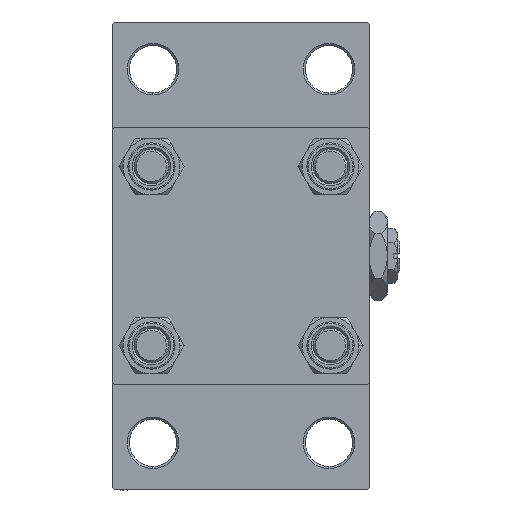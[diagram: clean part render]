
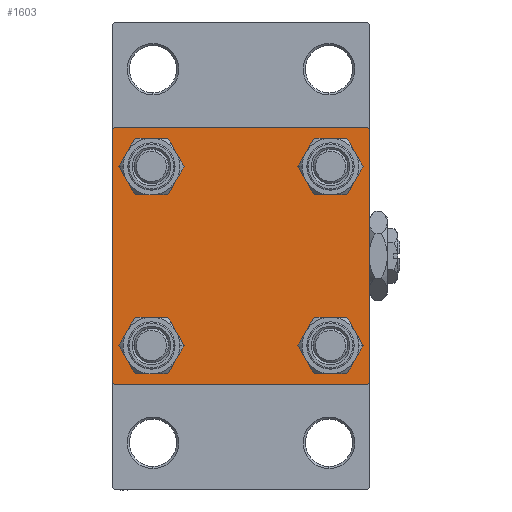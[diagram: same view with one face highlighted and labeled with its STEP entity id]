
A CAD part, left-side view. The second image highlights one B-rep face of the part: STEP entity #1603.
In plain terms, the highlighted planar face has unit normal (-1, 0, 0).
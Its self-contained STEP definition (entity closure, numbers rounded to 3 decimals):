
#160 = DIRECTION ( 'NONE',  ( 0., 0., 1. ) ) ;
#721 = LINE ( 'NONE', #27622, #2634 ) ;
#1471 = VECTOR ( 'NONE', #24596, 1000. ) ;
#1582 = VERTEX_POINT ( 'NONE', #18603 ) ;
#1591 = EDGE_LOOP ( 'NONE', ( #37699, #27665 ) ) ;
#1596 = VERTEX_POINT ( 'NONE', #29807 ) ;
#1603 = ADVANCED_FACE ( 'NONE', ( #38008, #41259, #30776, #45015, #4154 ), #34272, .T. ) ;
#1643 = VECTOR ( 'NONE', #44603, 1000. ) ;
#2129 = CARTESIAN_POINT ( 'NONE',  ( 0., 20.85, 25.35 ) ) ;
#2258 = EDGE_CURVE ( 'NONE', #45183, #12691, #16753, .T. ) ;
#2522 = CARTESIAN_POINT ( 'NONE',  ( 0., 20.85, -25.35 ) ) ;
#2634 = VECTOR ( 'NONE', #16657, 1000. ) ;
#2895 = ORIENTED_EDGE ( 'NONE', *, *, #6281, .T. ) ;
#3410 = ORIENTED_EDGE ( 'NONE', *, *, #3778, .T. ) ;
#3513 = VERTEX_POINT ( 'NONE', #2129 ) ;
#3778 = EDGE_CURVE ( 'NONE', #16845, #7371, #23185, .T. ) ;
#4154 = FACE_OUTER_BOUND ( 'NONE', #8256, .T. ) ;
#4862 = ORIENTED_EDGE ( 'NONE', *, *, #41447, .T. ) ;
#4953 = ORIENTED_EDGE ( 'NONE', *, *, #5985, .F. ) ;
#5514 = EDGE_LOOP ( 'NONE', ( #31508, #8351 ) ) ;
#5546 = EDGE_CURVE ( 'NONE', #1582, #28449, #23198, .T. ) ;
#5863 = EDGE_CURVE ( 'NONE', #1596, #33576, #46203, .T. ) ;
#5985 = EDGE_CURVE ( 'NONE', #29812, #8060, #6804, .T. ) ;
#6281 = EDGE_CURVE ( 'NONE', #28449, #43344, #12757, .T. ) ;
#6804 = LINE ( 'NONE', #40666, #37424 ) ;
#7023 = CARTESIAN_POINT ( 'NONE',  ( 0., -29.5, -30. ) ) ;
#7225 = AXIS2_PLACEMENT_3D ( 'NONE', #18563, #26262, #30984 ) ;
#7228 = CIRCLE ( 'NONE', #34267, 4.5 ) ;
#7263 = CIRCLE ( 'NONE', #35093, 4.5 ) ;
#7334 = VECTOR ( 'NONE', #20624, 1000. ) ;
#7371 = VERTEX_POINT ( 'NONE', #2522 ) ;
#8060 = VERTEX_POINT ( 'NONE', #21071 ) ;
#8244 = DIRECTION ( 'NONE',  ( 1., 0., 0. ) ) ;
#8256 = EDGE_LOOP ( 'NONE', ( #19297, #2895, #47228, #22016, #17252, #21408, #4953, #42876 ) ) ;
#8351 = ORIENTED_EDGE ( 'NONE', *, *, #35403, .T. ) ;
#8938 = CARTESIAN_POINT ( 'NONE',  ( 0., -29.75, -29.75 ) ) ;
#9113 = AXIS2_PLACEMENT_3D ( 'NONE', #25449, #40912, #21977 ) ;
#9354 = CARTESIAN_POINT ( 'NONE',  ( 0., 20.85, -20.85 ) ) ;
#9375 = CARTESIAN_POINT ( 'NONE',  ( 0., -20.85, 16.35 ) ) ;
#10367 = DIRECTION ( 'NONE',  ( 1., 0., 0. ) ) ;
#11030 = VECTOR ( 'NONE', #11513, 1000. ) ;
#11513 = DIRECTION ( 'NONE',  ( 0., 0.707, 0.707 ) ) ;
#11534 = EDGE_CURVE ( 'NONE', #29812, #1582, #721, .T. ) ;
#11654 = DIRECTION ( 'NONE',  ( 1., 0., 0. ) ) ;
#11726 = CARTESIAN_POINT ( 'NONE',  ( 0., -20.85, 20.85 ) ) ;
#11815 = CIRCLE ( 'NONE', #47615, 4.5 ) ;
#12428 = CARTESIAN_POINT ( 'NONE',  ( 0., 30., -30. ) ) ;
#12691 = VERTEX_POINT ( 'NONE', #9375 ) ;
#12757 = LINE ( 'NONE', #43866, #1643 ) ;
#13775 = DIRECTION ( 'NONE',  ( 0., 0., 1. ) ) ;
#14046 = CARTESIAN_POINT ( 'NONE',  ( 0., -30., -29.5 ) ) ;
#14121 = DIRECTION ( 'NONE',  ( 0., 0., -1. ) ) ;
#15613 = CARTESIAN_POINT ( 'NONE',  ( 0., -20.85, 20.85 ) ) ;
#16316 = DIRECTION ( 'NONE',  ( 0., 0., 1. ) ) ;
#16657 = DIRECTION ( 'NONE',  ( 0., 0.707, -0.707 ) ) ;
#16753 = CIRCLE ( 'NONE', #33413, 4.5 ) ;
#16845 = VERTEX_POINT ( 'NONE', #33956 ) ;
#16914 = VERTEX_POINT ( 'NONE', #41927 ) ;
#17252 = ORIENTED_EDGE ( 'NONE', *, *, #41142, .F. ) ;
#17771 = AXIS2_PLACEMENT_3D ( 'NONE', #29787, #10367, #29280 ) ;
#17794 = VERTEX_POINT ( 'NONE', #14046 ) ;
#18001 = DIRECTION ( 'NONE',  ( 0., -1., 0. ) ) ;
#18293 = ORIENTED_EDGE ( 'NONE', *, *, #23681, .T. ) ;
#18563 = CARTESIAN_POINT ( 'NONE',  ( 0., -20.85, -20.85 ) ) ;
#18603 = CARTESIAN_POINT ( 'NONE',  ( 0., 30., 29.5 ) ) ;
#19035 = VERTEX_POINT ( 'NONE', #7023 ) ;
#19297 = ORIENTED_EDGE ( 'NONE', *, *, #5546, .T. ) ;
#19581 = EDGE_CURVE ( 'NONE', #19035, #17794, #43062, .T. ) ;
#19691 = DIRECTION ( 'NONE',  ( 0., 0., 1. ) ) ;
#20250 = CARTESIAN_POINT ( 'NONE',  ( 0., 29.5, -30. ) ) ;
#20361 = ORIENTED_EDGE ( 'NONE', *, *, #29877, .T. ) ;
#20624 = DIRECTION ( 'NONE',  ( 0., -1., 0. ) ) ;
#21071 = CARTESIAN_POINT ( 'NONE',  ( 0., -29.5, 30. ) ) ;
#21272 = DIRECTION ( 'NONE',  ( 1., 0., 0. ) ) ;
#21408 = ORIENTED_EDGE ( 'NONE', *, *, #41937, .T. ) ;
#21848 = CARTESIAN_POINT ( 'NONE',  ( 0., -30., 30. ) ) ;
#21977 = DIRECTION ( 'NONE',  ( 0., 0., 1. ) ) ;
#22016 = ORIENTED_EDGE ( 'NONE', *, *, #19581, .T. ) ;
#22335 = DIRECTION ( 'NONE',  ( 0., 0., 1. ) ) ;
#23185 = CIRCLE ( 'NONE', #29510, 4.5 ) ;
#23198 = LINE ( 'NONE', #23678, #35010 ) ;
#23678 = CARTESIAN_POINT ( 'NONE',  ( 0., 30., 30. ) ) ;
#23681 = EDGE_CURVE ( 'NONE', #16914, #3513, #7228, .T. ) ;
#23890 = AXIS2_PLACEMENT_3D ( 'NONE', #26055, #26308, #22335 ) ;
#24189 = DIRECTION ( 'NONE',  ( 0., 0., -1. ) ) ;
#24477 = EDGE_LOOP ( 'NONE', ( #3410, #4862 ) ) ;
#24596 = DIRECTION ( 'NONE',  ( 0., -0.707, 0.707 ) ) ;
#25449 = CARTESIAN_POINT ( 'NONE',  ( 0., -20.85, -20.85 ) ) ;
#25461 = EDGE_CURVE ( 'NONE', #12691, #45183, #7263, .T. ) ;
#26055 = CARTESIAN_POINT ( 'NONE',  ( 0., 0., 0. ) ) ;
#26262 = DIRECTION ( 'NONE',  ( 1., 0., 0. ) ) ;
#26308 = DIRECTION ( 'NONE',  ( -1., 0., 0. ) ) ;
#26537 = CARTESIAN_POINT ( 'NONE',  ( 0., 29.5, 30. ) ) ;
#26932 = EDGE_CURVE ( 'NONE', #43344, #19035, #40038, .T. ) ;
#27622 = CARTESIAN_POINT ( 'NONE',  ( 0., 29.75, 29.75 ) ) ;
#27665 = ORIENTED_EDGE ( 'NONE', *, *, #25461, .T. ) ;
#28449 = VERTEX_POINT ( 'NONE', #29165 ) ;
#29057 = LINE ( 'NONE', #21848, #46778 ) ;
#29165 = CARTESIAN_POINT ( 'NONE',  ( 0., 30., -29.5 ) ) ;
#29280 = DIRECTION ( 'NONE',  ( 0., 0., 1. ) ) ;
#29510 = AXIS2_PLACEMENT_3D ( 'NONE', #32198, #40399, #13775 ) ;
#29787 = CARTESIAN_POINT ( 'NONE',  ( 0., 20.85, 20.85 ) ) ;
#29807 = CARTESIAN_POINT ( 'NONE',  ( 0., -20.85, -16.35 ) ) ;
#29812 = VERTEX_POINT ( 'NONE', #26537 ) ;
#29877 = EDGE_CURVE ( 'NONE', #3513, #16914, #43254, .T. ) ;
#30776 = FACE_BOUND ( 'NONE', #24477, .T. ) ;
#30984 = DIRECTION ( 'NONE',  ( 0., 0., 1. ) ) ;
#31165 = CARTESIAN_POINT ( 'NONE',  ( 0., -29.75, 29.75 ) ) ;
#31508 = ORIENTED_EDGE ( 'NONE', *, *, #5863, .T. ) ;
#32198 = CARTESIAN_POINT ( 'NONE',  ( 0., 20.85, -20.85 ) ) ;
#33413 = AXIS2_PLACEMENT_3D ( 'NONE', #15613, #45996, #160 ) ;
#33576 = VERTEX_POINT ( 'NONE', #47078 ) ;
#33956 = CARTESIAN_POINT ( 'NONE',  ( 0., 20.85, -16.35 ) ) ;
#34152 = LINE ( 'NONE', #31165, #11030 ) ;
#34267 = AXIS2_PLACEMENT_3D ( 'NONE', #45778, #11654, #16316 ) ;
#34272 = PLANE ( 'NONE',  #23890 ) ;
#35010 = VECTOR ( 'NONE', #24189, 1000. ) ;
#35093 = AXIS2_PLACEMENT_3D ( 'NONE', #11726, #8244, #19691 ) ;
#35403 = EDGE_CURVE ( 'NONE', #33576, #1596, #41704, .T. ) ;
#35647 = CARTESIAN_POINT ( 'NONE',  ( 0., -20.85, 25.35 ) ) ;
#37424 = VECTOR ( 'NONE', #18001, 1000. ) ;
#37699 = ORIENTED_EDGE ( 'NONE', *, *, #2258, .T. ) ;
#38008 = FACE_BOUND ( 'NONE', #1591, .T. ) ;
#39735 = DIRECTION ( 'NONE',  ( 0., 0., 1. ) ) ;
#40038 = LINE ( 'NONE', #12428, #7334 ) ;
#40399 = DIRECTION ( 'NONE',  ( 1., 0., 0. ) ) ;
#40666 = CARTESIAN_POINT ( 'NONE',  ( 0., 30., 30. ) ) ;
#40912 = DIRECTION ( 'NONE',  ( 1., 0., 0. ) ) ;
#41142 = EDGE_CURVE ( 'NONE', #43762, #17794, #29057, .T. ) ;
#41259 = FACE_BOUND ( 'NONE', #5514, .T. ) ;
#41447 = EDGE_CURVE ( 'NONE', #7371, #16845, #11815, .T. ) ;
#41704 = CIRCLE ( 'NONE', #9113, 4.5 ) ;
#41927 = CARTESIAN_POINT ( 'NONE',  ( 0., 20.85, 16.35 ) ) ;
#41937 = EDGE_CURVE ( 'NONE', #43762, #8060, #34152, .T. ) ;
#42720 = CARTESIAN_POINT ( 'NONE',  ( 0., -30., 29.5 ) ) ;
#42876 = ORIENTED_EDGE ( 'NONE', *, *, #11534, .T. ) ;
#43062 = LINE ( 'NONE', #8938, #1471 ) ;
#43254 = CIRCLE ( 'NONE', #17771, 4.5 ) ;
#43344 = VERTEX_POINT ( 'NONE', #20250 ) ;
#43762 = VERTEX_POINT ( 'NONE', #42720 ) ;
#43866 = CARTESIAN_POINT ( 'NONE',  ( 0., 29.75, -29.75 ) ) ;
#44603 = DIRECTION ( 'NONE',  ( 0., -0.707, -0.707 ) ) ;
#45015 = FACE_BOUND ( 'NONE', #48902, .T. ) ;
#45183 = VERTEX_POINT ( 'NONE', #35647 ) ;
#45778 = CARTESIAN_POINT ( 'NONE',  ( 0., 20.85, 20.85 ) ) ;
#45996 = DIRECTION ( 'NONE',  ( 1., 0., 0. ) ) ;
#46203 = CIRCLE ( 'NONE', #7225, 4.5 ) ;
#46778 = VECTOR ( 'NONE', #14121, 1000. ) ;
#47078 = CARTESIAN_POINT ( 'NONE',  ( 0., -20.85, -25.35 ) ) ;
#47228 = ORIENTED_EDGE ( 'NONE', *, *, #26932, .T. ) ;
#47615 = AXIS2_PLACEMENT_3D ( 'NONE', #9354, #21272, #39735 ) ;
#48902 = EDGE_LOOP ( 'NONE', ( #20361, #18293 ) ) ;
